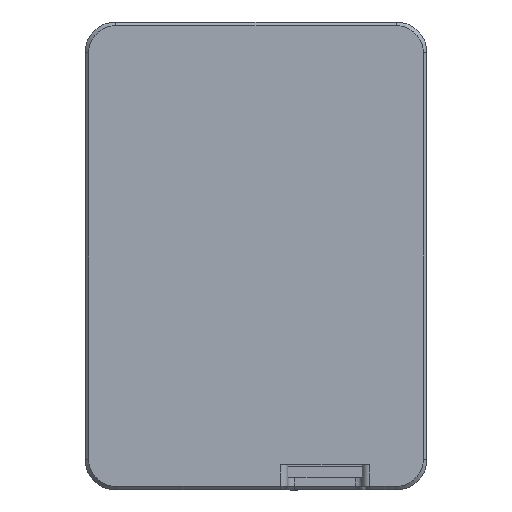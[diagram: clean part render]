
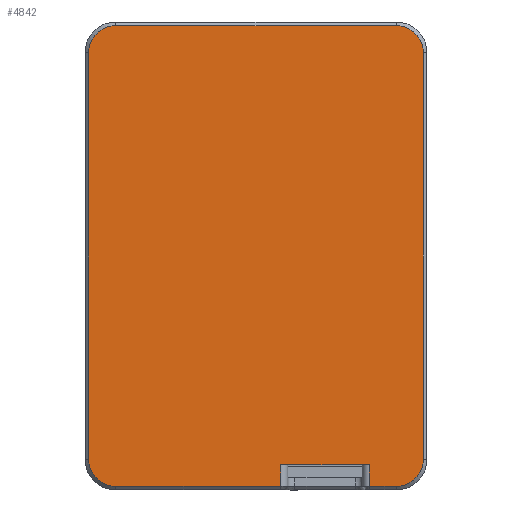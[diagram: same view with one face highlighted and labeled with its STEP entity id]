
A CAD part, front view. The second image highlights one B-rep face of the part: STEP entity #4842.
In plain terms, the highlighted planar face has unit normal (0, -1, 0).
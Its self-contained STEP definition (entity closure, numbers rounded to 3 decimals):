
#3942=CARTESIAN_POINT('Vertex',(-46.5,-2.3,-57.81)) ;
#3945=CARTESIAN_POINT('Line Origine',(-46.5,-2.3,-1.31)) ;
#3949=CARTESIAN_POINT('Vertex',(-46.5,-2.3,55.19)) ;
#3969=CARTESIAN_POINT('Axis2P3D Location',(-39.,-2.3,55.19)) ;
#3973=CARTESIAN_POINT('Vertex',(-39.,-2.3,62.69)) ;
#3993=CARTESIAN_POINT('Line Origine',(0.,-2.3,62.69)) ;
#3997=CARTESIAN_POINT('Vertex',(39.,-2.3,62.69)) ;
#4017=CARTESIAN_POINT('Axis2P3D Location',(39.,-2.3,55.19)) ;
#4021=CARTESIAN_POINT('Vertex',(46.5,-2.3,55.19)) ;
#4041=CARTESIAN_POINT('Line Origine',(46.5,-2.3,-18.56)) ;
#4045=CARTESIAN_POINT('Vertex',(46.5,-2.3,-57.81)) ;
#4065=CARTESIAN_POINT('Axis2P3D Location',(39.,-2.3,-57.81)) ;
#4069=CARTESIAN_POINT('Vertex',(39.,-2.3,-65.31)) ;
#4093=CARTESIAN_POINT('Vertex',(-39.,-2.3,-65.31)) ;
#4096=CARTESIAN_POINT('Axis2P3D Location',(-39.,-2.3,-57.81)) ;
#4755=CARTESIAN_POINT('Line Origine',(19.177,-2.3,-59.31)) ;
#4759=CARTESIAN_POINT('Vertex',(31.527,-2.3,-59.31)) ;
#4761=CARTESIAN_POINT('Vertex',(6.827,-2.3,-59.31)) ;
#4799=CARTESIAN_POINT('Axis2P3D Location',(0.,-2.3,0.)) ;
#4804=CARTESIAN_POINT('Line Origine',(6.827,-2.3,-62.31)) ;
#4808=CARTESIAN_POINT('Vertex',(6.827,-2.3,-65.31)) ;
#4811=CARTESIAN_POINT('Line Origine',(31.527,-2.3,-62.31)) ;
#4815=CARTESIAN_POINT('Vertex',(31.527,-2.3,-65.31)) ;
#4818=CARTESIAN_POINT('Line Origine',(35.264,-2.3,-65.31)) ;
#4823=CARTESIAN_POINT('Line Origine',(-16.087,-2.3,-65.31)) ;
#3946=DIRECTION('Vector Direction',(0.,0.,1.)) ;
#3970=DIRECTION('Axis2P3D Direction',(0.,1.,0.)) ;
#3994=DIRECTION('Vector Direction',(-1.,0.,0.)) ;
#4018=DIRECTION('Axis2P3D Direction',(0.,1.,0.)) ;
#4042=DIRECTION('Vector Direction',(0.,0.,1.)) ;
#4066=DIRECTION('Axis2P3D Direction',(0.,1.,0.)) ;
#4097=DIRECTION('Axis2P3D Direction',(0.,1.,0.)) ;
#4756=DIRECTION('Vector Direction',(-1.,0.,0.)) ;
#4800=DIRECTION('Axis2P3D Direction',(0.,1.,0.)) ;
#4801=DIRECTION('Axis2P3D XDirection',(0.,0.,1.)) ;
#4805=DIRECTION('Vector Direction',(0.,0.,1.)) ;
#4812=DIRECTION('Vector Direction',(0.,0.,1.)) ;
#4819=DIRECTION('Vector Direction',(1.,0.,0.)) ;
#4824=DIRECTION('Vector Direction',(1.,0.,0.)) ;
#3971=AXIS2_PLACEMENT_3D('Circle Axis2P3D',#3969,#3970,$) ;
#4019=AXIS2_PLACEMENT_3D('Circle Axis2P3D',#4017,#4018,$) ;
#4067=AXIS2_PLACEMENT_3D('Circle Axis2P3D',#4065,#4066,$) ;
#4098=AXIS2_PLACEMENT_3D('Circle Axis2P3D',#4096,#4097,$) ;
#4802=AXIS2_PLACEMENT_3D('Plane Axis2P3D',#4799,#4800,#4801) ;
#4829=ORIENTED_EDGE('',*,*,#4810,.T.) ;
#4830=ORIENTED_EDGE('',*,*,#4763,.F.) ;
#4831=ORIENTED_EDGE('',*,*,#4817,.F.) ;
#4832=ORIENTED_EDGE('',*,*,#4822,.F.) ;
#4833=ORIENTED_EDGE('',*,*,#4071,.F.) ;
#4834=ORIENTED_EDGE('',*,*,#4047,.F.) ;
#4835=ORIENTED_EDGE('',*,*,#4023,.F.) ;
#4836=ORIENTED_EDGE('',*,*,#3999,.F.) ;
#4837=ORIENTED_EDGE('',*,*,#3975,.F.) ;
#4838=ORIENTED_EDGE('',*,*,#3951,.F.) ;
#4839=ORIENTED_EDGE('',*,*,#4100,.F.) ;
#4840=ORIENTED_EDGE('',*,*,#4827,.F.) ;
#3947=VECTOR('Line Direction',#3946,1.) ;
#3995=VECTOR('Line Direction',#3994,1.) ;
#4043=VECTOR('Line Direction',#4042,1.) ;
#4757=VECTOR('Line Direction',#4756,1.) ;
#4806=VECTOR('Line Direction',#4805,1.) ;
#4813=VECTOR('Line Direction',#4812,1.) ;
#4820=VECTOR('Line Direction',#4819,1.) ;
#4825=VECTOR('Line Direction',#4824,1.) ;
#4842=ADVANCED_FACE('\X2\5B9E4F53\X0\1',(#4841),#4803,.F.) ;
#3972=CIRCLE('generated circle',#3971,7.5) ;
#4020=CIRCLE('generated circle',#4019,7.5) ;
#4068=CIRCLE('generated circle',#4067,7.5) ;
#4099=CIRCLE('generated circle',#4098,7.5) ;
#3951=EDGE_CURVE('',#3943,#3950,#3948,.T.) ;
#3975=EDGE_CURVE('',#3950,#3974,#3972,.T.) ;
#3999=EDGE_CURVE('',#3974,#3998,#3996,.F.) ;
#4023=EDGE_CURVE('',#3998,#4022,#4020,.T.) ;
#4047=EDGE_CURVE('',#4022,#4046,#4044,.F.) ;
#4071=EDGE_CURVE('',#4046,#4070,#4068,.T.) ;
#4100=EDGE_CURVE('',#4094,#3943,#4099,.T.) ;
#4763=EDGE_CURVE('',#4760,#4762,#4758,.T.) ;
#4810=EDGE_CURVE('',#4809,#4762,#4807,.T.) ;
#4817=EDGE_CURVE('',#4816,#4760,#4814,.T.) ;
#4822=EDGE_CURVE('',#4070,#4816,#4821,.F.) ;
#4827=EDGE_CURVE('',#4809,#4094,#4826,.F.) ;
#4828=EDGE_LOOP('',(#4829,#4830,#4831,#4832,#4833,#4834,#4835,#4836,#4837,#4838,#4839,#4840)) ;
#4841=FACE_OUTER_BOUND('',#4828,.T.) ;
#3948=LINE('Line',#3945,#3947) ;
#3996=LINE('Line',#3993,#3995) ;
#4044=LINE('Line',#4041,#4043) ;
#4758=LINE('Line',#4755,#4757) ;
#4807=LINE('Line',#4804,#4806) ;
#4814=LINE('Line',#4811,#4813) ;
#4821=LINE('Line',#4818,#4820) ;
#4826=LINE('Line',#4823,#4825) ;
#4803=PLANE('Plane',#4802) ;
#3943=VERTEX_POINT('',#3942) ;
#3950=VERTEX_POINT('',#3949) ;
#3974=VERTEX_POINT('',#3973) ;
#3998=VERTEX_POINT('',#3997) ;
#4022=VERTEX_POINT('',#4021) ;
#4046=VERTEX_POINT('',#4045) ;
#4070=VERTEX_POINT('',#4069) ;
#4094=VERTEX_POINT('',#4093) ;
#4760=VERTEX_POINT('',#4759) ;
#4762=VERTEX_POINT('',#4761) ;
#4809=VERTEX_POINT('',#4808) ;
#4816=VERTEX_POINT('',#4815) ;
